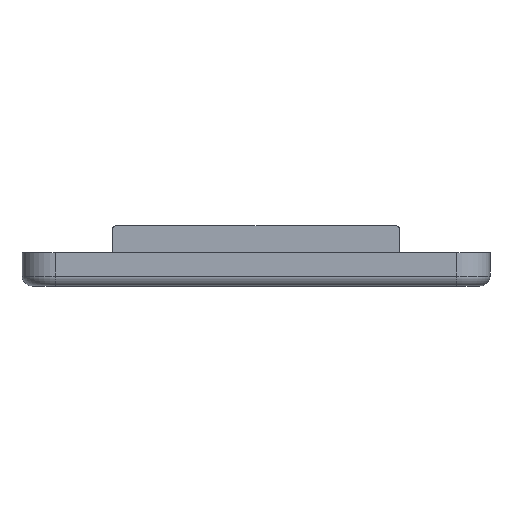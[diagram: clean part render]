
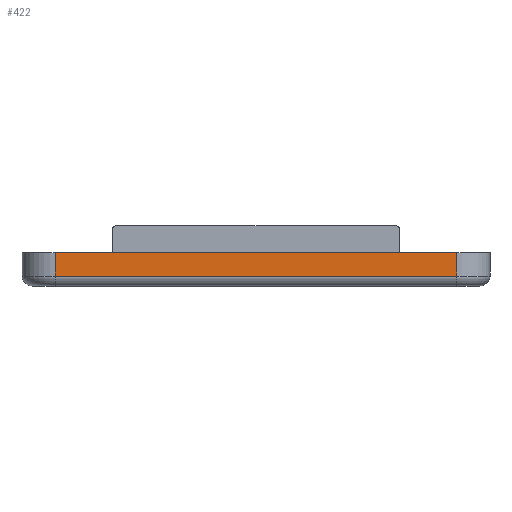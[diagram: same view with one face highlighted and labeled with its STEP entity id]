
A CAD part, left-side view. The second image highlights one B-rep face of the part: STEP entity #422.
In plain terms, the highlighted planar face has unit normal (-1, 0, 0).
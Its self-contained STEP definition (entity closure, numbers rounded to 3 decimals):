
#9 = LINE ( 'NONE', #1079, #563 ) ;
#38 = CARTESIAN_POINT ( 'NONE',  ( -72.5, -35., 5. ) ) ;
#123 = LINE ( 'NONE', #707, #1420 ) ;
#160 = DIRECTION ( 'NONE',  ( 0., -1., 0. ) ) ;
#213 = EDGE_CURVE ( 'NONE', #461, #1360, #123, .T. ) ;
#263 = FACE_OUTER_BOUND ( 'NONE', #1547, .T. ) ;
#307 = DIRECTION ( 'NONE',  ( 0., 0., 1. ) ) ;
#321 = ORIENTED_EDGE ( 'NONE', *, *, #1443, .T. ) ;
#352 = EDGE_CURVE ( 'NONE', #1277, #847, #852, .T. ) ;
#356 = VECTOR ( 'NONE', #160, 1000. ) ;
#361 = DIRECTION ( 'NONE',  ( 0., 0., -1. ) ) ;
#416 = ORIENTED_EDGE ( 'NONE', *, *, #213, .T. ) ;
#422 = ADVANCED_FACE ( 'NONE', ( #263 ), #1343, .F. ) ;
#461 = VERTEX_POINT ( 'NONE', #1028 ) ;
#499 = CARTESIAN_POINT ( 'NONE',  ( -72.5, 30., 5. ) ) ;
#563 = VECTOR ( 'NONE', #983, 1000. ) ;
#568 = DIRECTION ( 'NONE',  ( 0., -1., 0. ) ) ;
#569 = LINE ( 'NONE', #667, #1527 ) ;
#667 = CARTESIAN_POINT ( 'NONE',  ( -72.5, -30., 5. ) ) ;
#707 = CARTESIAN_POINT ( 'NONE',  ( -72.5, -30., 1.5 ) ) ;
#745 = CARTESIAN_POINT ( 'NONE',  ( -72.5, -35., 5. ) ) ;
#847 = VERTEX_POINT ( 'NONE', #1386 ) ;
#852 = LINE ( 'NONE', #38, #356 ) ;
#983 = DIRECTION ( 'NONE',  ( 0., 0., -1. ) ) ;
#1008 = CARTESIAN_POINT ( 'NONE',  ( -72.5, -30., 1.5 ) ) ;
#1028 = CARTESIAN_POINT ( 'NONE',  ( -72.5, 30., 1.5 ) ) ;
#1079 = CARTESIAN_POINT ( 'NONE',  ( -72.5, 30., 5. ) ) ;
#1177 = EDGE_CURVE ( 'NONE', #1277, #461, #9, .T. ) ;
#1233 = DIRECTION ( 'NONE',  ( 1., 0., 0. ) ) ;
#1277 = VERTEX_POINT ( 'NONE', #499 ) ;
#1343 = PLANE ( 'NONE',  #1476 ) ;
#1359 = ORIENTED_EDGE ( 'NONE', *, *, #1177, .T. ) ;
#1360 = VERTEX_POINT ( 'NONE', #1008 ) ;
#1386 = CARTESIAN_POINT ( 'NONE',  ( -72.5, -30., 5. ) ) ;
#1420 = VECTOR ( 'NONE', #568, 1000. ) ;
#1443 = EDGE_CURVE ( 'NONE', #1360, #847, #569, .T. ) ;
#1476 = AXIS2_PLACEMENT_3D ( 'NONE', #745, #1233, #361 ) ;
#1527 = VECTOR ( 'NONE', #307, 1000. ) ;
#1528 = ORIENTED_EDGE ( 'NONE', *, *, #352, .F. ) ;
#1547 = EDGE_LOOP ( 'NONE', ( #1359, #416, #321, #1528 ) ) ;
